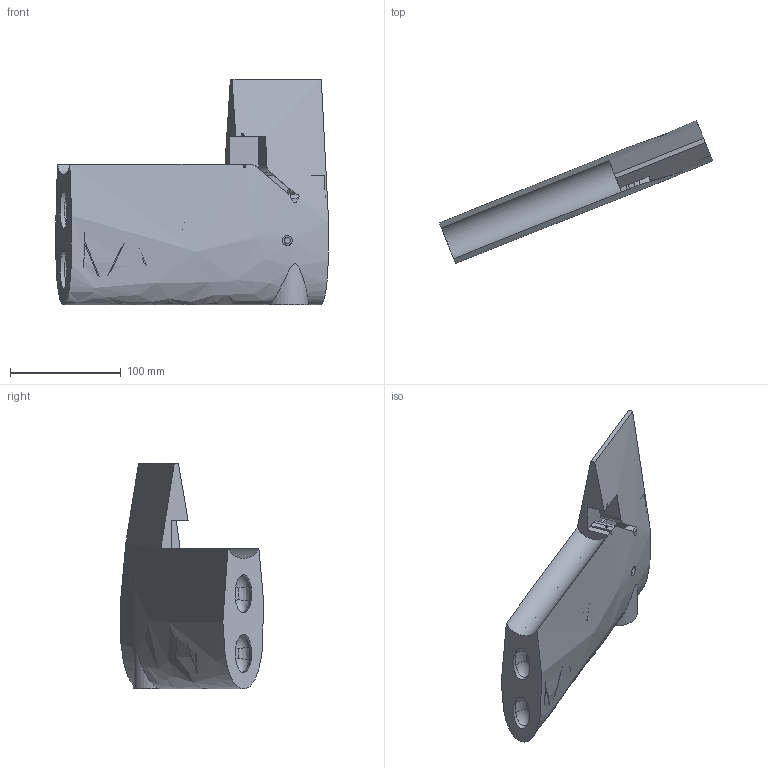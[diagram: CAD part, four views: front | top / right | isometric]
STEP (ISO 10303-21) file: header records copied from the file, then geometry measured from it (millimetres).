
FILE_DESCRIPTION(/* description */ (''),/* implementation_level */ '2;1');
FILE_NAME(/* name */ 'Tail2.stp',/* time_stamp */ '2026-01-16T13:51:19-05:00',/* author */ ('mateo'),/* organization */ (''),/* preprocessor_version */ 'ST-DEVELOPER v20.1',/* originating_system */ 'Autodesk Inventor 2026',/* authorisation */ '');
FILE_SCHEMA (('AUTOMOTIVE_DESIGN { 1 0 10303 214 3 1 1 }'));
Length unit declared in the file: millimetre
Products named in the file (1): Redone-Tail
Bounding box: 246.88 x 129.08 x 204 mm (x, y, z)
Volume: 396027.8 mm3; surface area: 246774.5 mm2
Topology: 1 solids, 23 shells, 200 faces, 476 edges, 344 vertices
Faces by surface type: plane 123, bspline 57, cylinder 20
Full cylindrical faces by diameter (mm): 1.5 x1, 5.5 x1, 9 x1
Entity records: 20752 total; most frequent: CARTESIAN_POINT 16755, ORIENTED_EDGE 906, DIRECTION 556, EDGE_CURVE 453, VERTEX_POINT 308, B_SPLINE_CURVE_WITH_KNOTS 237, EDGE_LOOP 215, FACE_OUTER_BOUND 200
